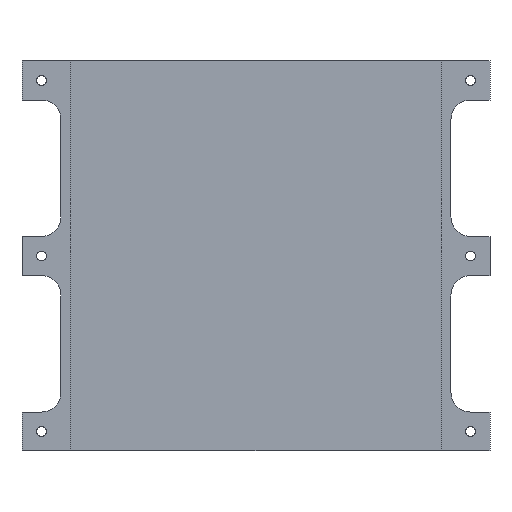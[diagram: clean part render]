
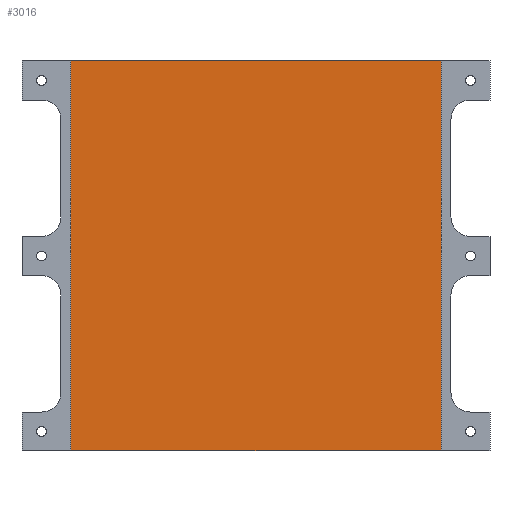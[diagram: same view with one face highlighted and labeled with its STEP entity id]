
A CAD part, front view. The second image highlights one B-rep face of the part: STEP entity #3016.
In plain terms, the highlighted planar face has unit normal (0, -1, 0).
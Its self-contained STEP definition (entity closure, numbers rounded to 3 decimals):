
#74=CARTESIAN_POINT('Vertex',(-95.,-8.,100.)) ;
#88=CARTESIAN_POINT('Vertex',(-95.,-8.,-100.)) ;
#91=CARTESIAN_POINT('Line Origine',(-95.,-8.,0.)) ;
#1467=CARTESIAN_POINT('Vertex',(95.,-8.,-100.)) ;
#1470=CARTESIAN_POINT('Line Origine',(0.,-8.,-100.)) ;
#2516=CARTESIAN_POINT('Vertex',(95.,-8.,100.)) ;
#2519=CARTESIAN_POINT('Line Origine',(95.,-8.,0.)) ;
#3000=CARTESIAN_POINT('Axis2P3D Location',(0.,-8.,0.)) ;
#3005=CARTESIAN_POINT('Line Origine',(0.,-8.,100.)) ;
#93=VECTOR('Line Direction',#92,1.) ;
#1472=VECTOR('Line Direction',#1471,1.) ;
#2521=VECTOR('Line Direction',#2520,1.) ;
#3007=VECTOR('Line Direction',#3006,1.) ;
#92=DIRECTION('Vector Direction',(0.,0.,1.)) ;
#1471=DIRECTION('Vector Direction',(-1.,0.,0.)) ;
#2520=DIRECTION('Vector Direction',(0.,0.,-1.)) ;
#3001=DIRECTION('Axis2P3D Direction',(0.,-1.,0.)) ;
#3002=DIRECTION('Axis2P3D XDirection',(1.,0.,0.)) ;
#3006=DIRECTION('Vector Direction',(1.,0.,0.)) ;
#3003=AXIS2_PLACEMENT_3D('Plane Axis2P3D',#3000,#3001,#3002) ;
#94=LINE('Line',#91,#93) ;
#1473=LINE('Line',#1470,#1472) ;
#2522=LINE('Line',#2519,#2521) ;
#3008=LINE('Line',#3005,#3007) ;
#3004=PLANE('',#3003) ;
#95=EDGE_CURVE('',#75,#89,#94,.F.) ;
#1474=EDGE_CURVE('',#89,#1468,#1473,.F.) ;
#2523=EDGE_CURVE('',#1468,#2517,#2522,.F.) ;
#3009=EDGE_CURVE('',#2517,#75,#3008,.F.) ;
#3010=EDGE_LOOP('',(#3011,#3012,#3013,#3014)) ;
#3011=ORIENTED_EDGE('',*,*,#3009,.T.) ;
#3012=ORIENTED_EDGE('',*,*,#95,.T.) ;
#3013=ORIENTED_EDGE('',*,*,#1474,.T.) ;
#3014=ORIENTED_EDGE('',*,*,#2523,.T.) ;
#75=VERTEX_POINT('',#74) ;
#89=VERTEX_POINT('',#88) ;
#1468=VERTEX_POINT('',#1467) ;
#2517=VERTEX_POINT('',#2516) ;
#3016=ADVANCED_FACE('Corps principal',(#3015),#3004,.T.) ;
#3015=FACE_OUTER_BOUND('',#3010,.T.) ;
